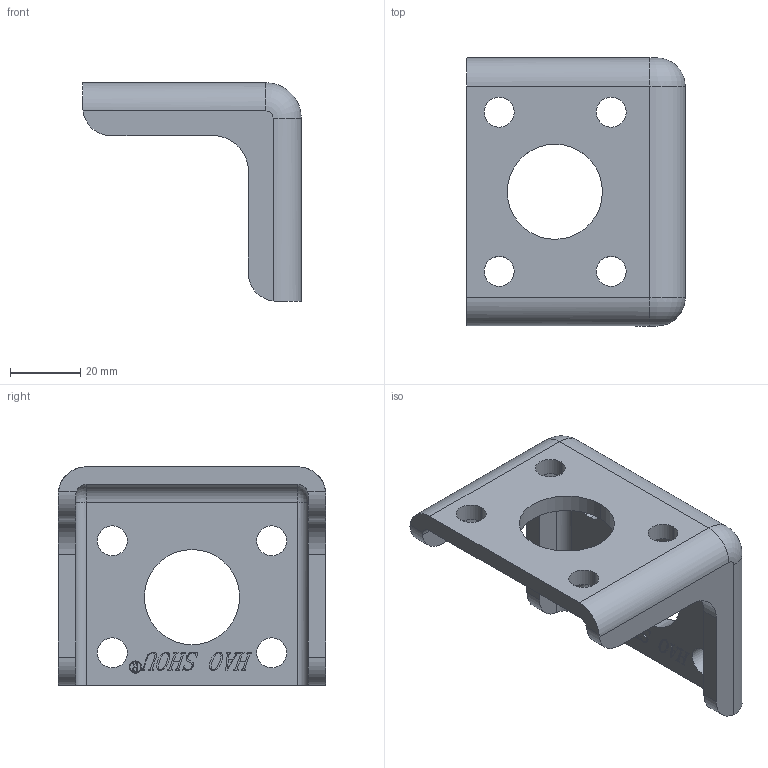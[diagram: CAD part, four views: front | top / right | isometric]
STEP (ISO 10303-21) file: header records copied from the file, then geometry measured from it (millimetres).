
FILE_DESCRIPTION (( 'STEP AP203' ), '1' );
FILE_NAME ('HS-36225.STEP', '2019-08-29T00:43:52', ( '微软用户' ), ( '微软中国' ), 'SwSTEP 2.0', 'SolidWorks 2012', '' );
FILE_SCHEMA (( 'CONFIG_CONTROL_DESIGN' ));
Length unit declared in the file: millimetre
Products named in the file (1): HS-36225
Bounding box: 62 x 76 x 62 mm (x, y, z)
Volume: 43483.4 mm3; surface area: 21210.7 mm2
Topology: 1 solids, 1 shells, 404 faces, 1129 edges, 750 vertices
Faces by surface type: plane 203, bspline 157, cylinder 40, torus 4
Entity records: 20652 total; most frequent: CARTESIAN_POINT 11161, ORIENTED_EDGE 2258, DIRECTION 1387, EDGE_CURVE 1129, VERTEX_POINT 750, VECTOR 723, LINE 723, EDGE_LOOP 447
